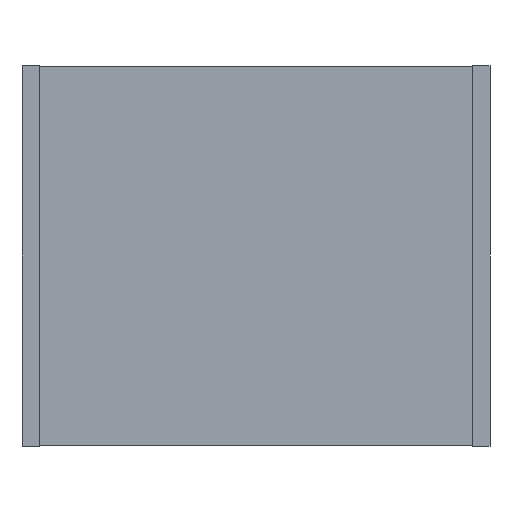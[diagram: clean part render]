
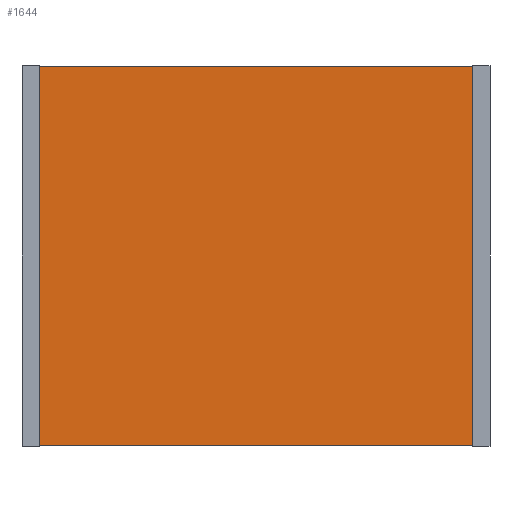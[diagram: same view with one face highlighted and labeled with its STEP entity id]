
A CAD part, front view. The second image highlights one B-rep face of the part: STEP entity #1644.
In plain terms, the highlighted planar face has unit normal (0, -1, 0).
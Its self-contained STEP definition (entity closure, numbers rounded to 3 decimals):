
#45 = ORIENTED_EDGE ( 'NONE', *, *, #1069, .F. ) ;
#78 = CARTESIAN_POINT ( 'NONE',  ( 0., 0., 0. ) ) ;
#182 = EDGE_CURVE ( 'NONE', #1867, #940, #398, .T. ) ;
#205 = LINE ( 'NONE', #1569, #1488 ) ;
#229 = VERTEX_POINT ( 'NONE', #1791 ) ;
#302 = EDGE_CURVE ( 'NONE', #1490, #229, #1586, .T. ) ;
#398 = LINE ( 'NONE', #1018, #1339 ) ;
#411 = PLANE ( 'NONE',  #1059 ) ;
#512 = EDGE_LOOP ( 'NONE', ( #45, #2378, #1882, #1855 ) ) ;
#532 = CARTESIAN_POINT ( 'NONE',  ( 12.89, 0., -10.88 ) ) ;
#557 = FACE_OUTER_BOUND ( 'NONE', #512, .T. ) ;
#633 = DIRECTION ( 'NONE',  ( 1., 0., 0. ) ) ;
#923 = CARTESIAN_POINT ( 'NONE',  ( 12.89, 0., 0. ) ) ;
#940 = VERTEX_POINT ( 'NONE', #923 ) ;
#1005 = CARTESIAN_POINT ( 'NONE',  ( 0.49, 0., 0. ) ) ;
#1018 = CARTESIAN_POINT ( 'NONE',  ( 12.89, 0., 0. ) ) ;
#1040 = DIRECTION ( 'NONE',  ( 0., 0., -1. ) ) ;
#1049 = LINE ( 'NONE', #78, #1754 ) ;
#1059 = AXIS2_PLACEMENT_3D ( 'NONE', #1907, #1609, #1040 ) ;
#1069 = EDGE_CURVE ( 'NONE', #1867, #229, #205, .T. ) ;
#1339 = VECTOR ( 'NONE', #1367, 1000. ) ;
#1367 = DIRECTION ( 'NONE',  ( 0., 0., 1. ) ) ;
#1387 = CARTESIAN_POINT ( 'NONE',  ( 0.49, 0., 0. ) ) ;
#1488 = VECTOR ( 'NONE', #1775, 1000. ) ;
#1490 = VERTEX_POINT ( 'NONE', #1387 ) ;
#1569 = CARTESIAN_POINT ( 'NONE',  ( 0., 0., -10.88 ) ) ;
#1586 = LINE ( 'NONE', #1005, #2234 ) ;
#1609 = DIRECTION ( 'NONE',  ( 0., -1., 0. ) ) ;
#1644 = ADVANCED_FACE ( 'NONE', ( #557 ), #411, .T. ) ;
#1706 = EDGE_CURVE ( 'NONE', #1490, #940, #1049, .T. ) ;
#1754 = VECTOR ( 'NONE', #633, 1000. ) ;
#1775 = DIRECTION ( 'NONE',  ( -1., 0., 0. ) ) ;
#1778 = DIRECTION ( 'NONE',  ( 0., 0., -1. ) ) ;
#1791 = CARTESIAN_POINT ( 'NONE',  ( 0.49, 0., -10.88 ) ) ;
#1855 = ORIENTED_EDGE ( 'NONE', *, *, #302, .T. ) ;
#1867 = VERTEX_POINT ( 'NONE', #532 ) ;
#1882 = ORIENTED_EDGE ( 'NONE', *, *, #1706, .F. ) ;
#1907 = CARTESIAN_POINT ( 'NONE',  ( 0., 0., 0. ) ) ;
#2234 = VECTOR ( 'NONE', #1778, 1000. ) ;
#2378 = ORIENTED_EDGE ( 'NONE', *, *, #182, .T. ) ;
